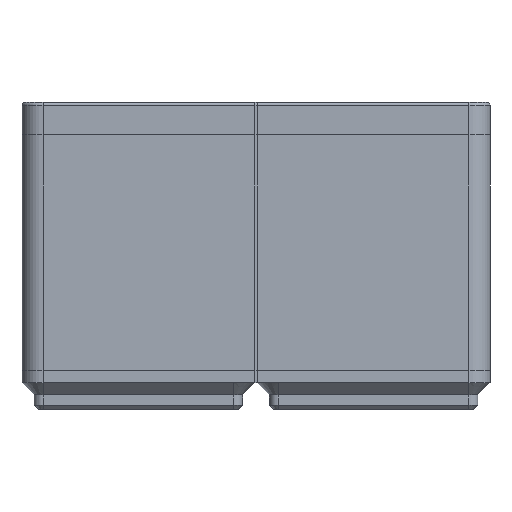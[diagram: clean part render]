
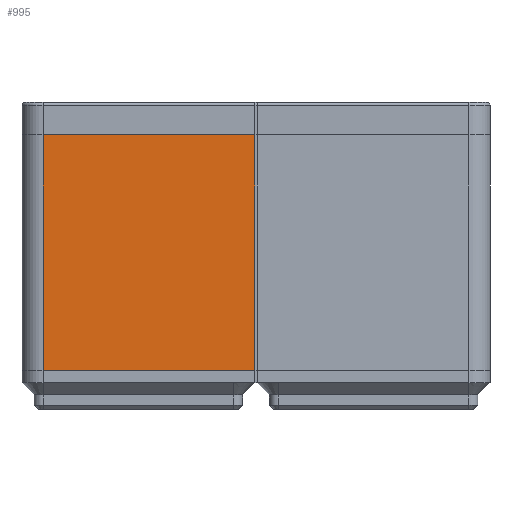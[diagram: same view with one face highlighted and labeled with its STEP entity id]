
A CAD part, front view. The second image highlights one B-rep face of the part: STEP entity #995.
In plain terms, the highlighted planar face has unit normal (0, -1, 0).
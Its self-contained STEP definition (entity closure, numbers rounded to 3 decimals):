
#995=ADVANCED_FACE('',(#1396),#1398,.F.);
#1396=FACE_BOUND('',#1397,.T.);
#1397=EDGE_LOOP('',(#1967,#1968,#1969,#1970));
#1398=PLANE('',#1399);
#1399=AXIS2_PLACEMENT_3D('',#1400,#1401,#1402);
#1400=CARTESIAN_POINT('',(0.,0.,0.));
#1401=DIRECTION('',(0.,1.,0.));
#1402=DIRECTION('',(-1.,0.,0.));
#1967=ORIENTED_EDGE('',*,*,#2314,.F.);
#1968=ORIENTED_EDGE('',*,*,#2298,.F.);
#1969=ORIENTED_EDGE('',*,*,#2315,.F.);
#1970=ORIENTED_EDGE('',*,*,#2316,.F.);
#2298=EDGE_CURVE('',#2579,#2581,#2582,.T.);
#2314=EDGE_CURVE('',#2581,#2609,#2610,.T.);
#2315=EDGE_CURVE('',#2611,#2579,#2612,.T.);
#2316=EDGE_CURVE('',#2609,#2611,#2613,.T.);
#2579=VERTEX_POINT('',#3152);
#2581=VERTEX_POINT('',#3156);
#2582=LINE('',#3157,#3158);
#2609=VERTEX_POINT('',#3219);
#2610=LINE('',#3220,#3221);
#2611=VERTEX_POINT('',#3223);
#2612=LINE('',#3224,#3225);
#2613=LINE('',#3227,#3228);
#3152=CARTESIAN_POINT('',(20.75,0.,-21.));
#3156=CARTESIAN_POINT('',(-17.,0.,-21.));
#3157=CARTESIAN_POINT('',(20.75,0.,-21.));
#3158=VECTOR('',#3159,1.);
#3159=DIRECTION('',(-1.,0.,0.));
#3219=CARTESIAN_POINT('',(-17.,0.,21.));
#3220=CARTESIAN_POINT('',(-17.,0.,-21.));
#3221=VECTOR('',#3222,1.);
#3222=DIRECTION('',(0.,0.,1.));
#3223=CARTESIAN_POINT('',(20.75,0.,21.));
#3224=CARTESIAN_POINT('',(20.75,0.,21.));
#3225=VECTOR('',#3226,1.);
#3226=DIRECTION('',(0.,0.,-1.));
#3227=CARTESIAN_POINT('',(-17.,0.,21.));
#3228=VECTOR('',#3229,1.);
#3229=DIRECTION('',(1.,0.,0.));
